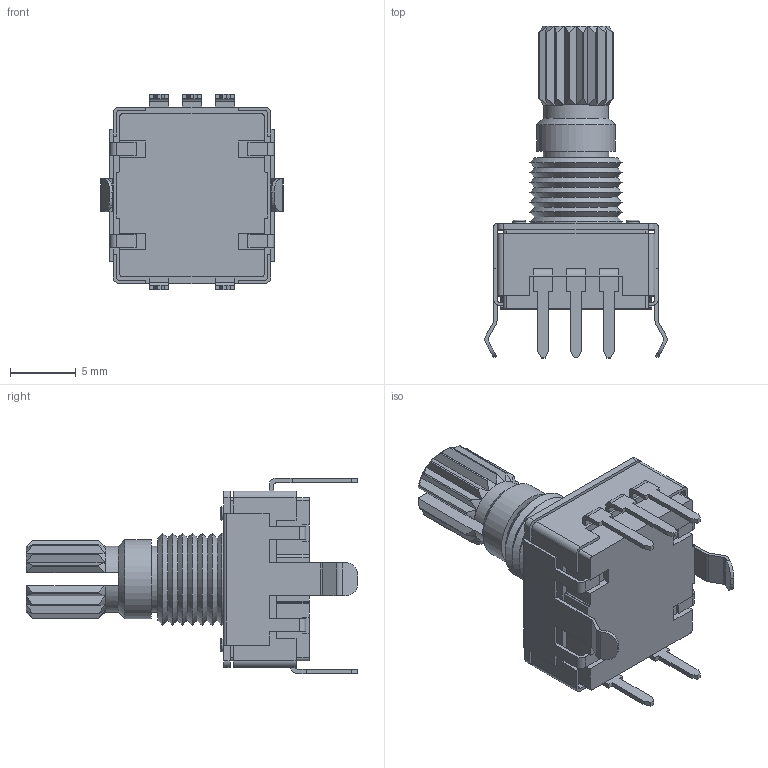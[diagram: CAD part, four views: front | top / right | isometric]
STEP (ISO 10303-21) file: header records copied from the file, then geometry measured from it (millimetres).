
FILE_DESCRIPTION(/* description */ (''),/* implementation_level */ '2;1');
FILE_NAME(/* name */ 'pec11r-4215k_l13-8_w12-4_h21-5 v1.step',/* time_stamp */ '2024-08-20T22:19:37+10:00',/* author */ (''),/* organization */ (''),/* preprocessor_version */ 'ST-DEVELOPER v20',/* originating_system */ 'Autodesk Translation Framework v13.14.0.145',/* authorisation */ '');
FILE_SCHEMA (('AUTOMOTIVE_DESIGN { 1 0 10303 214 3 1 1 }'));
Length unit declared in the file: millimetre
Products named in the file (1): PEC11R-4215K_L13-8_W12-4_H21-5
Bounding box: 13.86 x 25.2 x 14.85 mm (x, y, z)
Volume: 1400.9 mm3; surface area: 1381.7 mm2
Topology: 1 solids, 1 shells, 388 faces, 1085 edges, 702 vertices
Faces by surface type: plane 253, cylinder 85, cone 46, torus 4
Full cylindrical faces by diameter (mm): 1 x4, 5 x1, 6 x1, 7 x1
Entity records: 12583 total; most frequent: CARTESIAN_POINT 2393, ORIENTED_EDGE 2170, DIRECTION 2049, EDGE_CURVE 1085, LINE 755, VECTOR 755, VERTEX_POINT 702, AXIS2_PLACEMENT_3D 647
